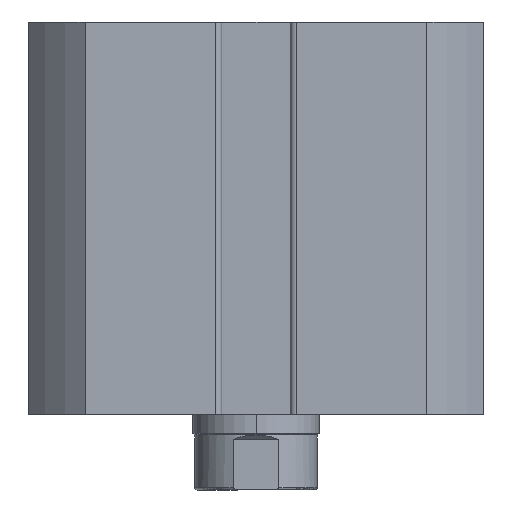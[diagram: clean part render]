
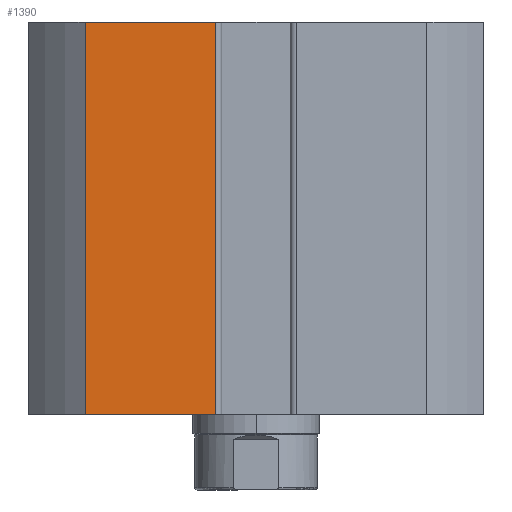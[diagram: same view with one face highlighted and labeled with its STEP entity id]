
A CAD part, front view. The second image highlights one B-rep face of the part: STEP entity #1390.
In plain terms, the highlighted planar face has unit normal (0, -1, 0).
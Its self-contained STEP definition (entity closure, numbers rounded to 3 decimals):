
#319 = CARTESIAN_POINT ( 'NONE',  ( -18., -18., 0. ) ) ;
#334 = DIRECTION ( 'NONE',  ( 0., 0., 1. ) ) ;
#359 = DIRECTION ( 'NONE',  ( 1., 0., 0. ) ) ;
#567 = CARTESIAN_POINT ( 'NONE',  ( -3.2, -18., 31. ) ) ;
#797 = AXIS2_PLACEMENT_3D ( 'NONE', #2313, #2258, #2359 ) ;
#893 = EDGE_CURVE ( 'NONE', #5248, #5316, #1737, .T. ) ;
#901 = EDGE_CURVE ( 'NONE', #5430, #5248, #1685, .T. ) ;
#1011 = EDGE_CURVE ( 'NONE', #5430, #5647, #5046, .T. ) ;
#1100 = EDGE_CURVE ( 'NONE', #5647, #5316, #4991, .T. ) ;
#1238 = FACE_OUTER_BOUND ( 'NONE', #4613, .T. ) ;
#1390 = ADVANCED_FACE ( 'NONE', ( #1238 ), #2392, .F. ) ;
#1673 = VECTOR ( 'NONE', #5791, 1000. ) ;
#1685 = LINE ( 'NONE', #5814, #1673 ) ;
#1737 = LINE ( 'NONE', #5807, #1741 ) ;
#1741 = VECTOR ( 'NONE', #5792, 1000. ) ;
#1813 = CARTESIAN_POINT ( 'NONE',  ( -3.2, -18., 31. ) ) ;
#1842 = CARTESIAN_POINT ( 'NONE',  ( -13.5, -18., 31. ) ) ;
#1908 = CARTESIAN_POINT ( 'NONE',  ( -13.5, -18., 0. ) ) ;
#2258 = DIRECTION ( 'NONE',  ( 0., 1., 0. ) ) ;
#2313 = CARTESIAN_POINT ( 'NONE',  ( -18., -18., 31. ) ) ;
#2359 = DIRECTION ( 'NONE',  ( 0., 0., 1. ) ) ;
#2392 = PLANE ( 'NONE',  #797 ) ;
#3234 = CARTESIAN_POINT ( 'NONE',  ( -3.2, -18., 0. ) ) ;
#3946 = ORIENTED_EDGE ( 'NONE', *, *, #1100, .T. ) ;
#4081 = ORIENTED_EDGE ( 'NONE', *, *, #901, .F. ) ;
#4083 = ORIENTED_EDGE ( 'NONE', *, *, #1011, .T. ) ;
#4142 = ORIENTED_EDGE ( 'NONE', *, *, #893, .F. ) ;
#4613 = EDGE_LOOP ( 'NONE', ( #4081, #4083, #3946, #4142 ) ) ;
#4975 = VECTOR ( 'NONE', #334, 1000. ) ;
#4991 = LINE ( 'NONE', #567, #4975 ) ;
#5046 = LINE ( 'NONE', #319, #5116 ) ;
#5116 = VECTOR ( 'NONE', #359, 1000. ) ;
#5248 = VERTEX_POINT ( 'NONE', #1842 ) ;
#5316 = VERTEX_POINT ( 'NONE', #1813 ) ;
#5430 = VERTEX_POINT ( 'NONE', #1908 ) ;
#5647 = VERTEX_POINT ( 'NONE', #3234 ) ;
#5791 = DIRECTION ( 'NONE',  ( 0., 0., 1. ) ) ;
#5792 = DIRECTION ( 'NONE',  ( 1., 0., 0. ) ) ;
#5807 = CARTESIAN_POINT ( 'NONE',  ( -18., -18., 31. ) ) ;
#5814 = CARTESIAN_POINT ( 'NONE',  ( -13.5, -18., 0. ) ) ;
